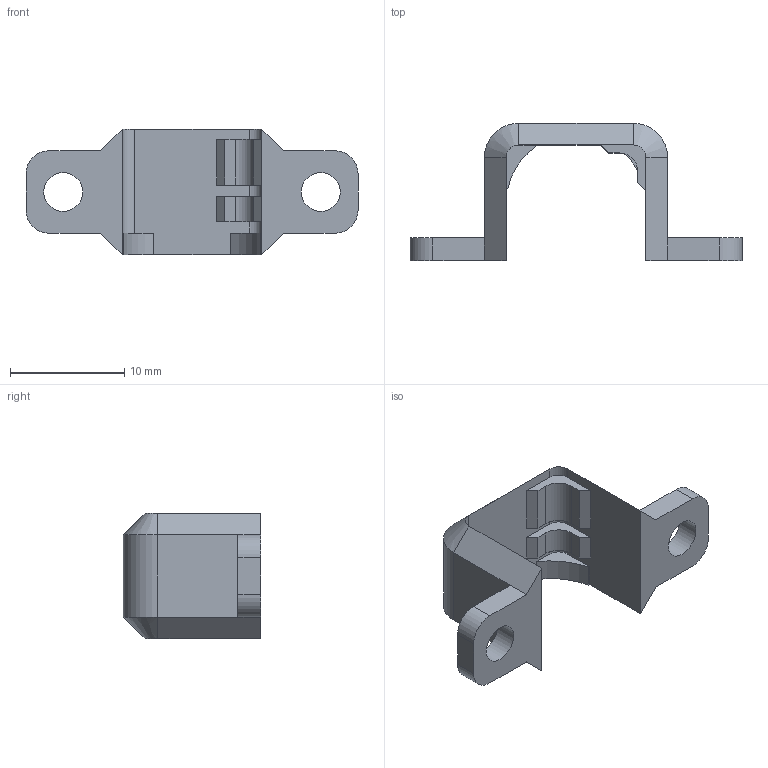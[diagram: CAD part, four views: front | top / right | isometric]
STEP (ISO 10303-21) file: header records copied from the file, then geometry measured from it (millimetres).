
FILE_DESCRIPTION(/* description */ (''),/* implementation_level */ '2;1');
FILE_NAME(/* name */ 'n20_motor_bracket.stp',/* time_stamp */ '2022-01-09T13:29:40+01:00',/* author */ ('Cancerix'),/* organization */ (''),/* preprocessor_version */ 'ST-DEVELOPER v18.1',/* originating_system */ 'Autodesk Inventor 2022',/* authorisation */ '');
FILE_SCHEMA (('AUTOMOTIVE_DESIGN { 1 0 10303 214 3 1 1 }'));
Length unit declared in the file: millimetre
Products named in the file (1): n20_motor_bracket
Bounding box: 29 x 12 x 11 mm (x, y, z)
Volume: 774.9 mm3; surface area: 1100 mm2
Topology: 1 solids, 1 shells, 68 faces, 175 edges, 110 vertices
Faces by surface type: plane 48, cylinder 16, cone 4
Full cylindrical faces by diameter (mm): 3.4 x2
Entity records: 2084 total; most frequent: CARTESIAN_POINT 354, ORIENTED_EDGE 350, DIRECTION 347, EDGE_CURVE 175, LINE 141, VECTOR 141, VERTEX_POINT 110, AXIS2_PLACEMENT_3D 103
